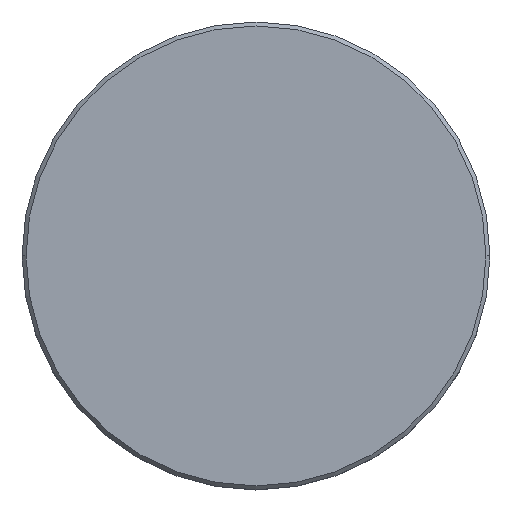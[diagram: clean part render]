
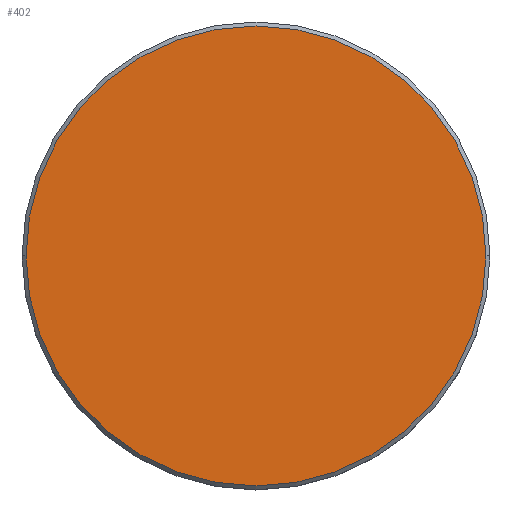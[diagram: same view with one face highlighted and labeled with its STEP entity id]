
A CAD part, top view. The second image highlights one B-rep face of the part: STEP entity #402.
In plain terms, the highlighted planar face has unit normal (0, 0, 1).
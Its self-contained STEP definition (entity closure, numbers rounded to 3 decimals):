
#49 = CARTESIAN_POINT ( 'NONE',  ( 0., 0., 0. ) ) ;
#129 = DIRECTION ( 'NONE',  ( 1., 0., 0. ) ) ;
#137 = EDGE_CURVE ( 'NONE', #540, #944, #496, .T. ) ;
#164 = AXIS2_PLACEMENT_3D ( 'NONE', #515, #708, #998 ) ;
#402 = ADVANCED_FACE ( 'NONE', ( #549 ), #1131, .T. ) ;
#496 = CIRCLE ( 'NONE', #826, 29. ) ;
#505 = DIRECTION ( 'NONE',  ( 0., 0., 1. ) ) ;
#515 = CARTESIAN_POINT ( 'NONE',  ( 0., 0., 0. ) ) ;
#535 = CIRCLE ( 'NONE', #164, 29. ) ;
#540 = VERTEX_POINT ( 'NONE', #784 ) ;
#549 = FACE_OUTER_BOUND ( 'NONE', #860, .T. ) ;
#578 = ORIENTED_EDGE ( 'NONE', *, *, #902, .T. ) ;
#708 = DIRECTION ( 'NONE',  ( 0., 0., 1. ) ) ;
#715 = DIRECTION ( 'NONE',  ( 1., 0., 0. ) ) ;
#784 = CARTESIAN_POINT ( 'NONE',  ( 29., 0., 0. ) ) ;
#826 = AXIS2_PLACEMENT_3D ( 'NONE', #1001, #1068, #715 ) ;
#828 = AXIS2_PLACEMENT_3D ( 'NONE', #49, #505, #129 ) ;
#836 = CARTESIAN_POINT ( 'NONE',  ( -29., 0., 0. ) ) ;
#860 = EDGE_LOOP ( 'NONE', ( #578, #915 ) ) ;
#902 = EDGE_CURVE ( 'NONE', #944, #540, #535, .T. ) ;
#915 = ORIENTED_EDGE ( 'NONE', *, *, #137, .T. ) ;
#944 = VERTEX_POINT ( 'NONE', #836 ) ;
#998 = DIRECTION ( 'NONE',  ( 1., 0., 0. ) ) ;
#1001 = CARTESIAN_POINT ( 'NONE',  ( 0., 0., 0. ) ) ;
#1068 = DIRECTION ( 'NONE',  ( 0., 0., 1. ) ) ;
#1131 = PLANE ( 'NONE',  #828 ) ;
